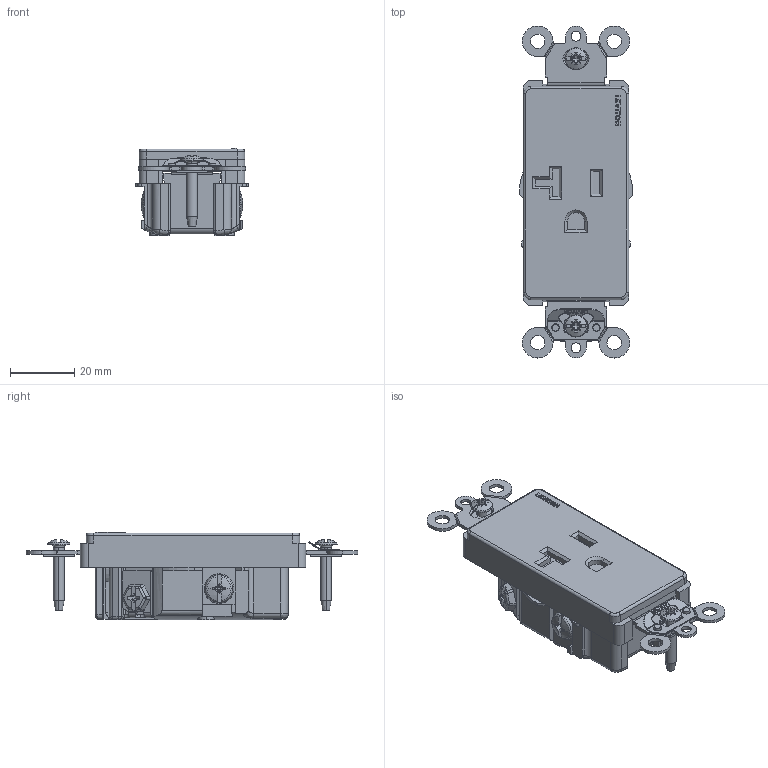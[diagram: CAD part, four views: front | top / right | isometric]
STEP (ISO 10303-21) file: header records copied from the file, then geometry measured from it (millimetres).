
FILE_DESCRIPTION (( 'STEP AP214' ), '1' );
FILE_NAME ('CATSTD-16351-XXX-M01.STEP', '2020-10-07T18:53:32', ( '' ), ( '' ), 'SwSTEP 2.0', 'SolidWorks 2020', '' );
FILE_SCHEMA (( 'AUTOMOTIVE_DESIGN' ));
Length unit declared in the file: inch
Products named in the file (1): CATSTD-16351-XXX-M01
Bounding box: 35.29 x 103.2 x 27.18 mm (x, y, z)
Volume: 30868.3 mm3; surface area: 21181.7 mm2
Topology: 14 solids, 16 shells, 1186 faces, 3133 edges, 2005 vertices
Faces by surface type: plane 740, cylinder 236, cone 92, bspline 54, torus 46, sphere 18
Entity records: 54784 total; most frequent: CARTESIAN_POINT 10356, ORIENTED_EDGE 6250, DIRECTION 5686, EDGE_CURVE 3125, VERTEX_POINT 2005, VECTOR 1952, LINE 1952, AXIS2_PLACEMENT_3D 1867
